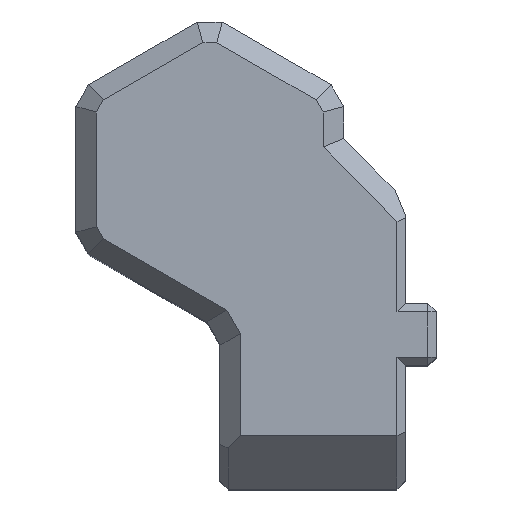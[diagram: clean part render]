
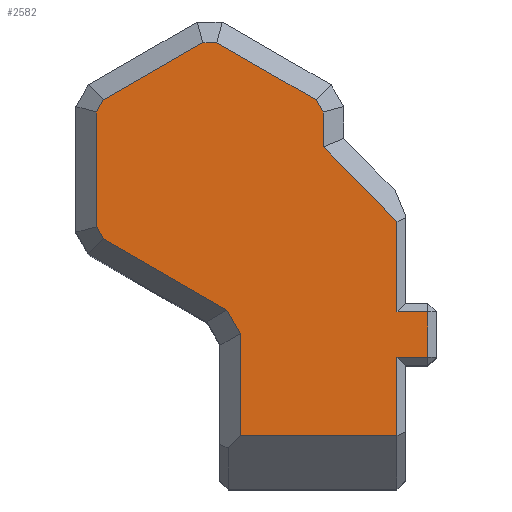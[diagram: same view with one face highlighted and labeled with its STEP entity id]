
A CAD part, top view. The second image highlights one B-rep face of the part: STEP entity #2582.
In plain terms, the highlighted planar face has unit normal (0, 0, 1).
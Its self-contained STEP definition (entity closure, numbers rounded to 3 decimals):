
#78=PLANE('',#2822);
#232=FACE_OUTER_BOUND('',#397,.T.);
#397=EDGE_LOOP('',(#2068,#2069,#2070,#2071,#2072,#2073,#2074,#2075,#2076,
#2077,#2078,#2079,#2080,#2081,#2082,#2083,#2084,#2085));
#597=LINE('',#3998,#886);
#619=LINE('',#4062,#908);
#630=LINE('',#4084,#919);
#638=LINE('',#4103,#927);
#639=LINE('',#4105,#928);
#640=LINE('',#4106,#929);
#641=LINE('',#4108,#930);
#642=LINE('',#4110,#931);
#643=LINE('',#4112,#932);
#644=LINE('',#4114,#933);
#645=LINE('',#4116,#934);
#646=LINE('',#4118,#935);
#647=LINE('',#4120,#936);
#648=LINE('',#4122,#937);
#649=LINE('',#4124,#938);
#650=LINE('',#4126,#939);
#651=LINE('',#4128,#940);
#652=LINE('',#4129,#941);
#886=VECTOR('',#3237,10.);
#908=VECTOR('',#3291,10.);
#919=VECTOR('',#3312,10.);
#927=VECTOR('',#3326,10.);
#928=VECTOR('',#3327,10.);
#929=VECTOR('',#3328,10.);
#930=VECTOR('',#3329,10.);
#931=VECTOR('',#3330,10.);
#932=VECTOR('',#3331,10.);
#933=VECTOR('',#3332,10.);
#934=VECTOR('',#3333,10.);
#935=VECTOR('',#3334,10.);
#936=VECTOR('',#3335,10.);
#937=VECTOR('',#3336,10.);
#938=VECTOR('',#3337,10.);
#939=VECTOR('',#3338,10.);
#940=VECTOR('',#3339,10.);
#941=VECTOR('',#3340,10.);
#1250=VERTEX_POINT('',#3980);
#1254=VERTEX_POINT('',#3992);
#1269=VERTEX_POINT('',#4061);
#1275=VERTEX_POINT('',#4083);
#1282=VERTEX_POINT('',#4101);
#1283=VERTEX_POINT('',#4102);
#1284=VERTEX_POINT('',#4104);
#1285=VERTEX_POINT('',#4107);
#1286=VERTEX_POINT('',#4109);
#1287=VERTEX_POINT('',#4111);
#1288=VERTEX_POINT('',#4113);
#1289=VERTEX_POINT('',#4115);
#1290=VERTEX_POINT('',#4117);
#1291=VERTEX_POINT('',#4119);
#1292=VERTEX_POINT('',#4121);
#1293=VERTEX_POINT('',#4123);
#1294=VERTEX_POINT('',#4125);
#1295=VERTEX_POINT('',#4127);
#1517=EDGE_CURVE('',#1250,#1254,#597,.T.);
#1544=EDGE_CURVE('',#1269,#1250,#619,.T.);
#1555=EDGE_CURVE('',#1254,#1275,#630,.T.);
#1563=EDGE_CURVE('',#1282,#1283,#638,.T.);
#1564=EDGE_CURVE('',#1284,#1282,#639,.T.);
#1565=EDGE_CURVE('',#1275,#1284,#640,.T.);
#1566=EDGE_CURVE('',#1285,#1269,#641,.T.);
#1567=EDGE_CURVE('',#1286,#1285,#642,.T.);
#1568=EDGE_CURVE('',#1287,#1286,#643,.T.);
#1569=EDGE_CURVE('',#1288,#1287,#644,.T.);
#1570=EDGE_CURVE('',#1289,#1288,#645,.T.);
#1571=EDGE_CURVE('',#1290,#1289,#646,.T.);
#1572=EDGE_CURVE('',#1291,#1290,#647,.T.);
#1573=EDGE_CURVE('',#1292,#1291,#648,.T.);
#1574=EDGE_CURVE('',#1293,#1292,#649,.T.);
#1575=EDGE_CURVE('',#1294,#1293,#650,.T.);
#1576=EDGE_CURVE('',#1295,#1294,#651,.T.);
#1577=EDGE_CURVE('',#1295,#1283,#652,.T.);
#2068=ORIENTED_EDGE('',*,*,#1563,.F.);
#2069=ORIENTED_EDGE('',*,*,#1564,.F.);
#2070=ORIENTED_EDGE('',*,*,#1565,.F.);
#2071=ORIENTED_EDGE('',*,*,#1555,.F.);
#2072=ORIENTED_EDGE('',*,*,#1517,.F.);
#2073=ORIENTED_EDGE('',*,*,#1544,.F.);
#2074=ORIENTED_EDGE('',*,*,#1566,.F.);
#2075=ORIENTED_EDGE('',*,*,#1567,.F.);
#2076=ORIENTED_EDGE('',*,*,#1568,.F.);
#2077=ORIENTED_EDGE('',*,*,#1569,.F.);
#2078=ORIENTED_EDGE('',*,*,#1570,.F.);
#2079=ORIENTED_EDGE('',*,*,#1571,.F.);
#2080=ORIENTED_EDGE('',*,*,#1572,.F.);
#2081=ORIENTED_EDGE('',*,*,#1573,.F.);
#2082=ORIENTED_EDGE('',*,*,#1574,.F.);
#2083=ORIENTED_EDGE('',*,*,#1575,.F.);
#2084=ORIENTED_EDGE('',*,*,#1576,.F.);
#2085=ORIENTED_EDGE('',*,*,#1577,.T.);
#2582=ADVANCED_FACE('',(#232),#78,.T.);
#2822=AXIS2_PLACEMENT_3D('',#4100,#3324,#3325);
#3237=DIRECTION('',(0.,-1.,0.));
#3291=DIRECTION('',(1.,0.,0.));
#3312=DIRECTION('',(-1.,0.,0.));
#3324=DIRECTION('center_axis',(0.,0.,
1.));
#3325=DIRECTION('ref_axis',(-1.,0.,0.));
#3326=DIRECTION('',(0.,1.,0.));
#3327=DIRECTION('',(-1.,0.,0.));
#3328=DIRECTION('',(0.,-1.,0.));
#3329=DIRECTION('',(0.,-1.,0.));
#3330=DIRECTION('',(0.704,-0.71,0.));
#3331=DIRECTION('',(0.,-1.,0.));
#3332=DIRECTION('',(0.5,-0.866,0.));
#3333=DIRECTION('',(0.866,-0.5,0.));
#3334=DIRECTION('',(1.,0.,0.));
#3335=DIRECTION('',(0.866,0.5,0.));
#3336=DIRECTION('',(0.5,0.866,0.));
#3337=DIRECTION('',(0.,1.,0.));
#3338=DIRECTION('',(-0.5,0.866,0.));
#3339=DIRECTION('',(-0.866,0.5,0.));
#3340=DIRECTION('',(0.5,-0.866,0.));
#3980=CARTESIAN_POINT('',(-119.291,193.652,245.));
#3992=CARTESIAN_POINT('',(-119.291,191.452,245.));
#3998=CARTESIAN_POINT('',(-119.291,195.559,245.));
#4061=CARTESIAN_POINT('',(-120.791,193.652,245.));
#4062=CARTESIAN_POINT('',(-123.885,193.652,245.));
#4083=CARTESIAN_POINT('',(-120.791,191.452,245.));
#4084=CARTESIAN_POINT('',(-123.885,191.452,245.));
#4100=CARTESIAN_POINT('Origin',(-127.38,198.562,245.));
#4101=CARTESIAN_POINT('',(-128.391,187.652,245.));
#4102=CARTESIAN_POINT('',(-128.391,192.606,245.));
#4103=CARTESIAN_POINT('',(-128.391,198.191,245.));
#4104=CARTESIAN_POINT('',(-120.791,187.652,245.));
#4105=CARTESIAN_POINT('',(-124.38,187.652,245.));
#4106=CARTESIAN_POINT('',(-120.791,193.807,245.));
#4107=CARTESIAN_POINT('',(-120.791,198.044,245.));
#4108=CARTESIAN_POINT('',(-120.791,193.807,245.));
#4109=CARTESIAN_POINT('',(-124.38,201.66,245.));
#4110=CARTESIAN_POINT('',(-122.46,199.726,245.));
#4111=CARTESIAN_POINT('',(-124.38,203.357,245.));
#4112=CARTESIAN_POINT('',(-124.38,199.817,245.));
#4113=CARTESIAN_POINT('',(-124.718,203.943,245.));
#4114=CARTESIAN_POINT('',(-123.585,201.98,245.));
#4115=CARTESIAN_POINT('',(-129.541,206.728,245.));
#4116=CARTESIAN_POINT('',(-127.165,205.356,245.));
#4117=CARTESIAN_POINT('',(-130.218,206.728,245.));
#4118=CARTESIAN_POINT('',(-128.63,206.728,245.));
#4119=CARTESIAN_POINT('',(-135.041,203.943,245.));
#4120=CARTESIAN_POINT('',(-133.969,204.562,245.));
#4121=CARTESIAN_POINT('',(-135.38,203.357,245.));
#4122=CARTESIAN_POINT('',(-135.55,203.063,245.));
#4123=CARTESIAN_POINT('',(-135.38,197.787,245.));
#4124=CARTESIAN_POINT('',(-135.38,197.191,245.));
#4125=CARTESIAN_POINT('',(-135.041,197.201,245.));
#4126=CARTESIAN_POINT('',(-134.246,195.824,245.));
#4127=CARTESIAN_POINT('',(-129.045,193.74,245.));
#4128=CARTESIAN_POINT('',(-131.504,195.159,245.));
#4129=CARTESIAN_POINT('',(-129.501,194.529,245.));
